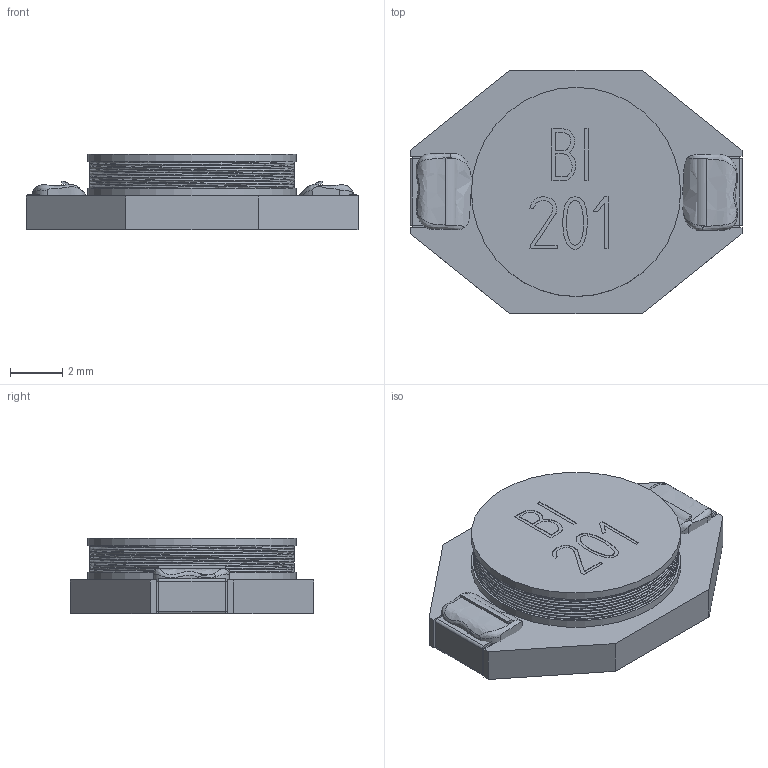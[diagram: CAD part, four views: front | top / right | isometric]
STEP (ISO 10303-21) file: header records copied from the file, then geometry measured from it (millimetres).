
FILE_DESCRIPTION(/* description */ ('Unknown'),/* implementation_level */ '2;1');
FILE_NAME(/* name */ 'HM71-20 ',/* time_stamp */ '2021-12-23T12:00:57+08:00',/* author */ ('Unknown'),/* organization */ ('Unknown'),/* preprocessor_version */ 'ST-DEVELOPER v16.7',/* originating_system */ 'Solid Edge',/* authorisation */ 'Unknown');
FILE_SCHEMA (('AUTOMOTIVE_DESIGN {1 0 10303 214 3 1 1}'));
Length unit declared in the file: millimetre
Products named in the file (3): HM71-20 ; HM71-20; Part1
Assembly tree (3 placements, depth 2):
  HM71-20 
    HM71-20
    Part1  x2
Bounding box: 12.7 x 9.3 x 2.9 mm (x, y, z)
Volume: 166.3 mm3; surface area: 449.5 mm2
Topology: 3 solids, 4 shells, 143 faces, 369 edges, 243 vertices
Faces by surface type: plane 94, bspline 36, cylinder 13
Full cylindrical faces by diameter (mm): 2.5 x1, 8 x2
Entity records: 7658 total; most frequent: CARTESIAN_POINT 3848, ORIENTED_EDGE 660, DIRECTION 480, EDGE_CURVE 330, VERTEX_POINT 222, LINE 212, VECTOR 212, EDGE_LOOP 148
